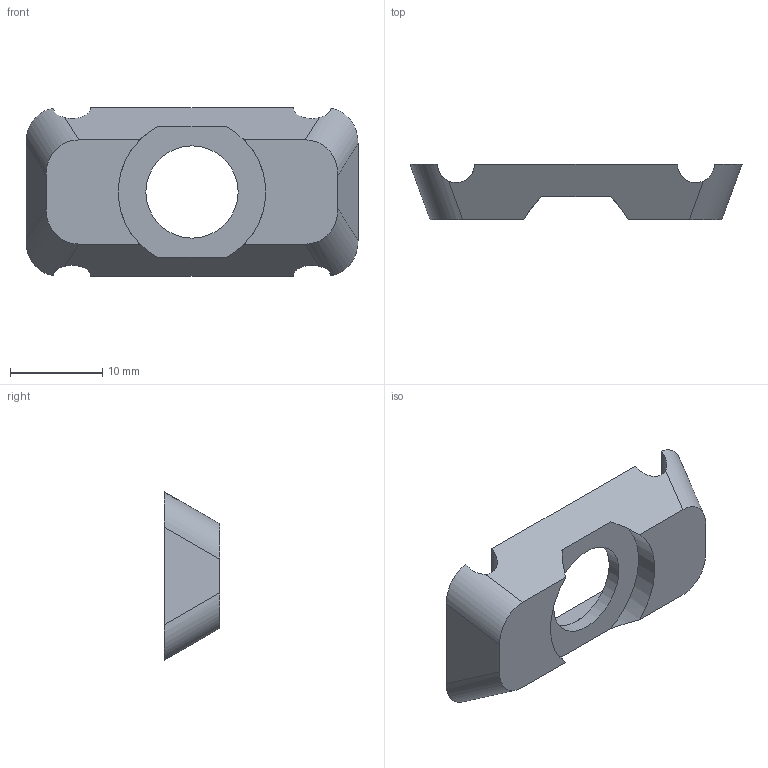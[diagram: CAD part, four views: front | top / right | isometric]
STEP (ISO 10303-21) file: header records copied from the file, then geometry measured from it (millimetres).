
FILE_DESCRIPTION(/* description */ (''),/* implementation_level */ '2;1');
FILE_NAME(/* name */ 'clamp-tooless.step',/* time_stamp */ '2024-05-17T13:24:32-04:00',/* author */ (''),/* organization */ (''),/* preprocessor_version */ 'ST-DEVELOPER v20',/* originating_system */ 'Autodesk Translation Framework v13.14.0.145',/* authorisation */ '');
FILE_SCHEMA (('AUTOMOTIVE_DESIGN { 1 0 10303 214 3 1 1 }'));
Length unit declared in the file: millimetre
Products named in the file (1): clamp-tooless
Bounding box: 36 x 6 x 18.23 mm (x, y, z)
Volume: 1846 mm3; surface area: 1686.4 mm2
Topology: 1 solids, 1 shells, 29 faces, 79 edges, 52 vertices
Faces by surface type: plane 16, cylinder 13
Full cylindrical faces by diameter (mm): 10 x1
Entity records: 992 total; most frequent: CARTESIAN_POINT 195, DIRECTION 167, ORIENTED_EDGE 158, EDGE_CURVE 79, AXIS2_PLACEMENT_3D 62, VERTEX_POINT 52, LINE 43, VECTOR 43
